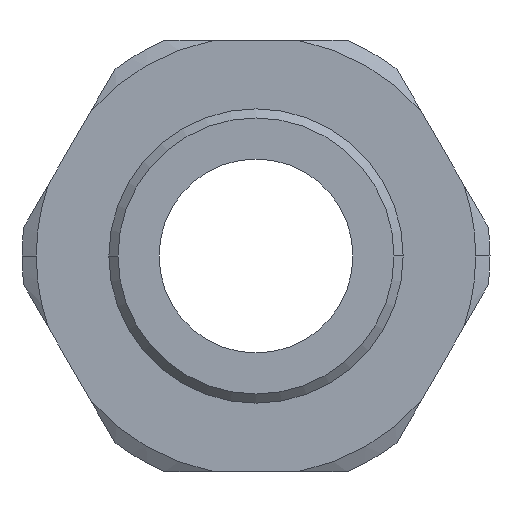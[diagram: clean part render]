
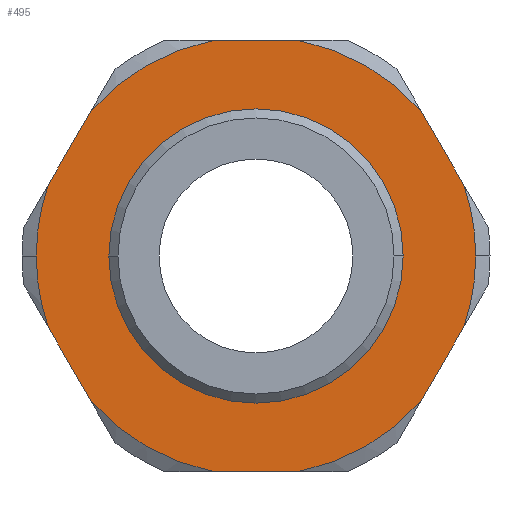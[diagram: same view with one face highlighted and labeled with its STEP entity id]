
A CAD part, left-side view. The second image highlights one B-rep face of the part: STEP entity #495.
In plain terms, the highlighted planar face has unit normal (-1, 0, 0).
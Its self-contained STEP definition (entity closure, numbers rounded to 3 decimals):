
#273 = VERTEX_POINT( '', #783 );
#281 = VERTEX_POINT( '', #791 );
#289 = EDGE_CURVE( '', #471, #601, #800, .T. );
#297 = EDGE_CURVE( '', #613, #395, #808, .T. );
#319 = EDGE_CURVE( '', #475, #471, #833, .T. );
#339 = EDGE_CURVE( '', #413, #613, #857, .T. );
#347 = EDGE_CURVE( '', #273, #281, #865, .T. );
#381 = EDGE_CURVE( '', #567, #579, #902, .T. );
#389 = EDGE_CURVE( '', #635, #567, #911, .T. );
#395 = VERTEX_POINT( '', #917 );
#405 = VERTEX_POINT( '', #928 );
#413 = VERTEX_POINT( '', #936 );
#437 = EDGE_CURVE( '', #741, #755, #963, .T. );
#455 = EDGE_CURVE( '', #405, #413, #981, .T. );
#465 = VERTEX_POINT( '', #992 );
#471 = VERTEX_POINT( '', #998 );
#475 = VERTEX_POINT( '', #1002 );
#479 = EDGE_CURVE( '', #281, #273, #1007, .T. );
#495 = ADVANCED_FACE( '', ( #1023, #1024 ), #1025, .T. );
#509 = VERTEX_POINT( '', #1041 );
#535 = EDGE_CURVE( '', #755, #465, #1070, .T. );
#543 = EDGE_CURVE( '', #395, #635, #1078, .T. );
#567 = VERTEX_POINT( '', #1108 );
#573 = EDGE_CURVE( '', #579, #475, #1114, .T. );
#579 = VERTEX_POINT( '', #1121 );
#601 = VERTEX_POINT( '', #1144 );
#603 = EDGE_CURVE( '', #601, #741, #1146, .T. );
#613 = VERTEX_POINT( '', #1156 );
#631 = EDGE_CURVE( '', #465, #509, #1176, .T. );
#635 = VERTEX_POINT( '', #1181 );
#645 = EDGE_CURVE( '', #509, #405, #1191, .T. );
#741 = VERTEX_POINT( '', #1300 );
#755 = VERTEX_POINT( '', #1319 );
#783 = CARTESIAN_POINT( '', ( 25., -23.9, 0. ) );
#791 = CARTESIAN_POINT( '', ( 25., 23.9, 0. ) );
#800 = LINE( '', #1367, #1368 );
#808 = CIRCLE( '', #1390, 35.68 );
#833 = CIRCLE( '', #1429, 35.68 );
#857 = LINE( '', #1462, #1463 );
#865 = CIRCLE( '', #1474, 23.9 );
#902 = CIRCLE( '', #1559, 35.68 );
#911 = LINE( '', #1569, #1570 );
#917 = CARTESIAN_POINT( '', ( 25., 35.68, 0. ) );
#928 = CARTESIAN_POINT( '', ( 25., 6.933, 35. ) );
#936 = CARTESIAN_POINT( '', ( 25., 26.845, 23.504 ) );
#963 = CIRCLE( '', #1652, 35.68 );
#981 = CIRCLE( '', #1694, 35.68 );
#992 = CARTESIAN_POINT( '', ( 25., -26.845, 23.504 ) );
#998 = CARTESIAN_POINT( '', ( 25., -26.845, -23.504 ) );
#1002 = CARTESIAN_POINT( '', ( 25., -6.933, -35. ) );
#1007 = CIRCLE( '', #1727, 23.9 );
#1023 = FACE_OUTER_BOUND( '', #1753, .T. );
#1024 = FACE_BOUND( '', #1754, .T. );
#1025 = PLANE( '', #1755 );
#1041 = CARTESIAN_POINT( '', ( 25., -6.933, 35. ) );
#1070 = LINE( '', #1835, #1836 );
#1078 = CIRCLE( '', #1854, 35.68 );
#1108 = CARTESIAN_POINT( '', ( 25., 26.845, -23.504 ) );
#1114 = LINE( '', #1928, #1929 );
#1121 = CARTESIAN_POINT( '', ( 25., 6.933, -35. ) );
#1144 = CARTESIAN_POINT( '', ( 25., -33.777, -11.496 ) );
#1146 = CIRCLE( '', #1969, 35.68 );
#1156 = CARTESIAN_POINT( '', ( 25., 33.777, 11.496 ) );
#1176 = CIRCLE( '', #2009, 35.68 );
#1181 = CARTESIAN_POINT( '', ( 25., 33.777, -11.496 ) );
#1191 = LINE( '', #2038, #2039 );
#1300 = CARTESIAN_POINT( '', ( 25., -35.68, 0. ) );
#1319 = CARTESIAN_POINT( '', ( 25., -33.777, 11.496 ) );
#1367 = CARTESIAN_POINT( '', ( 25., -31.639, -15.2 ) );
#1368 = VECTOR( '', #2274, 1. );
#1390 = AXIS2_PLACEMENT_3D( '', #2279, #2280, #2281 );
#1429 = AXIS2_PLACEMENT_3D( '', #2310, #2311, #2312 );
#1462 = CARTESIAN_POINT( '', ( 25., 39.086, 2.3 ) );
#1463 = VECTOR( '', #2341, 1. );
#1474 = AXIS2_PLACEMENT_3D( '', #2348, #2349, #2350 );
#1559 = AXIS2_PLACEMENT_3D( '', #2390, #2391, #2392 );
#1569 = CARTESIAN_POINT( '', ( 25., 28.983, -19.8 ) );
#1570 = VECTOR( '', #2405, 1. );
#1652 = AXIS2_PLACEMENT_3D( '', #2459, #2460, #2461 );
#1694 = AXIS2_PLACEMENT_3D( '', #2471, #2472, #2473 );
#1727 = AXIS2_PLACEMENT_3D( '', #2498, #2499, #2500 );
#1753 = EDGE_LOOP( '', ( #2517, #2518, #2519, #2520, #2521, #2522, #2523, #2524, #2525, #2526, #2527, #2528, #2529, #2530 ) );
#1754 = EDGE_LOOP( '', ( #2531, #2532 ) );
#1755 = AXIS2_PLACEMENT_3D( '', #2533, #2534, #2535 );
#1835 = CARTESIAN_POINT( '', ( 25., -21.535, 32.7 ) );
#1836 = VECTOR( '', #2575, 1. );
#1854 = AXIS2_PLACEMENT_3D( '', #2577, #2578, #2579 );
#1928 = CARTESIAN_POINT( '', ( 25., 4.791, -35. ) );
#1929 = VECTOR( '', #2618, 1. );
#1969 = AXIS2_PLACEMENT_3D( '', #2646, #2647, #2648 );
#2009 = AXIS2_PLACEMENT_3D( '', #2682, #2683, #2684 );
#2038 = CARTESIAN_POINT( '', ( 25., 24.999, 35. ) );
#2039 = VECTOR( '', #2702, 1. );
#2274 = DIRECTION( '', ( 0., -0.5, 0.866 ) );
#2279 = CARTESIAN_POINT( '', ( 25., 0., 0. ) );
#2280 = DIRECTION( '', ( -1., 0., 0. ) );
#2281 = DIRECTION( '', ( 0., 1., 0. ) );
#2310 = CARTESIAN_POINT( '', ( 25., 0., 0. ) );
#2311 = DIRECTION( '', ( -1., 0., 0. ) );
#2312 = DIRECTION( '', ( 0., 1., 0. ) );
#2341 = DIRECTION( '', ( 0., 0.5, -0.866 ) );
#2348 = CARTESIAN_POINT( '', ( 25., 0., 0. ) );
#2349 = DIRECTION( '', ( -1., 0., 0. ) );
#2350 = DIRECTION( '', ( 0., 1., 0. ) );
#2390 = CARTESIAN_POINT( '', ( 25., 0., 0. ) );
#2391 = DIRECTION( '', ( -1., 0., 0. ) );
#2392 = DIRECTION( '', ( 0., 1., 0. ) );
#2405 = DIRECTION( '', ( 0., -0.5, -0.866 ) );
#2459 = CARTESIAN_POINT( '', ( 25., 0., 0. ) );
#2460 = DIRECTION( '', ( -1., 0., 0. ) );
#2461 = DIRECTION( '', ( 0., 1., 0. ) );
#2471 = CARTESIAN_POINT( '', ( 25., 0., 0. ) );
#2472 = DIRECTION( '', ( -1., 0., 0. ) );
#2473 = DIRECTION( '', ( 0., 1., 0. ) );
#2498 = CARTESIAN_POINT( '', ( 25., 0., 0. ) );
#2499 = DIRECTION( '', ( -1., 0., 0. ) );
#2500 = DIRECTION( '', ( 0., 1., 0. ) );
#2517 = ORIENTED_EDGE( '', *, *, #535, .T. );
#2518 = ORIENTED_EDGE( '', *, *, #631, .T. );
#2519 = ORIENTED_EDGE( '', *, *, #645, .T. );
#2520 = ORIENTED_EDGE( '', *, *, #455, .T. );
#2521 = ORIENTED_EDGE( '', *, *, #339, .T. );
#2522 = ORIENTED_EDGE( '', *, *, #297, .T. );
#2523 = ORIENTED_EDGE( '', *, *, #543, .T. );
#2524 = ORIENTED_EDGE( '', *, *, #389, .T. );
#2525 = ORIENTED_EDGE( '', *, *, #381, .T. );
#2526 = ORIENTED_EDGE( '', *, *, #573, .T. );
#2527 = ORIENTED_EDGE( '', *, *, #319, .T. );
#2528 = ORIENTED_EDGE( '', *, *, #289, .T. );
#2529 = ORIENTED_EDGE( '', *, *, #603, .T. );
#2530 = ORIENTED_EDGE( '', *, *, #437, .T. );
#2531 = ORIENTED_EDGE( '', *, *, #479, .F. );
#2532 = ORIENTED_EDGE( '', *, *, #347, .F. );
#2533 = CARTESIAN_POINT( '', ( 25., 29.79, 0. ) );
#2534 = DIRECTION( '', ( -1., 0., 0. ) );
#2535 = DIRECTION( '', ( 0., 1., 0. ) );
#2575 = DIRECTION( '', ( 0., 0.5, 0.866 ) );
#2577 = CARTESIAN_POINT( '', ( 25., 0., 0. ) );
#2578 = DIRECTION( '', ( -1., 0., 0. ) );
#2579 = DIRECTION( '', ( 0., 1., 0. ) );
#2618 = DIRECTION( '', ( 0., -1., 0. ) );
#2646 = CARTESIAN_POINT( '', ( 25., 0., 0. ) );
#2647 = DIRECTION( '', ( -1., 0., 0. ) );
#2648 = DIRECTION( '', ( 0., 1., 0. ) );
#2682 = CARTESIAN_POINT( '', ( 25., 0., 0. ) );
#2683 = DIRECTION( '', ( -1., 0., 0. ) );
#2684 = DIRECTION( '', ( 0., 1., 0. ) );
#2702 = DIRECTION( '', ( 0., 1., 0. ) );
